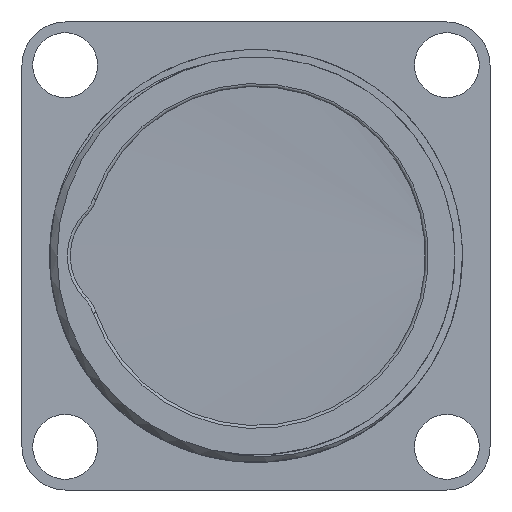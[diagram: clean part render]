
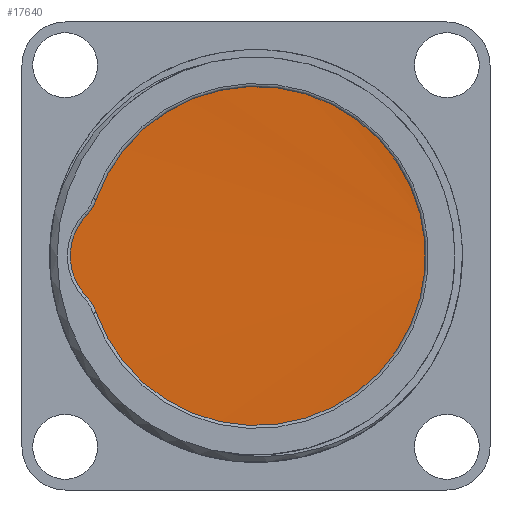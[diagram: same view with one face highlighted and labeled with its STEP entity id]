
A CAD part, left-side view. The second image highlights one B-rep face of the part: STEP entity #17640.
In plain terms, the highlighted cylindrical face has radius 13.5 mm (diameter 27 mm), a full revolution.
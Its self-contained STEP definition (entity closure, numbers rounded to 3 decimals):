
#1092=CIRCLE('',#18790,13.5);
#1979=FACE_OUTER_BOUND('',#2982,.T.);
#2982=EDGE_LOOP('',(#11469,#11470,#11471,#11472));
#4022=B_SPLINE_CURVE_WITH_KNOTS('',3,(#26603,#26604,#26605,#26606,#26607,
#26608,#26609,#26610,#26611,#26612,#26613,#26614,#26615),.UNSPECIFIED.,
 .F.,.F.,(4,1,1,1,1,1,1,1,1,1,4),(4.937,5.42,5.903,
6.386,6.869,7.352,7.835,8.318,
8.801,9.285,9.425),.UNSPECIFIED.);
#4402=LINE('',#25309,#5562);
#4408=LINE('',#25413,#5568);
#5562=VECTOR('',#20427,13.5);
#5568=VECTOR('',#20449,13.5);
#6722=VERTEX_POINT('',#25307);
#6723=VERTEX_POINT('',#25308);
#6731=VERTEX_POINT('',#25412);
#6794=VERTEX_POINT('',#25824);
#8424=EDGE_CURVE('',#6722,#6723,#4402,.T.);
#8438=EDGE_CURVE('',#6731,#6722,#4408,.T.);
#8648=EDGE_CURVE('',#6794,#6731,#1092,.T.);
#8662=EDGE_CURVE('',#6794,#6723,#4022,.T.);
#11469=ORIENTED_EDGE('',*,*,#8424,.T.);
#11470=ORIENTED_EDGE('',*,*,#8662,.F.);
#11471=ORIENTED_EDGE('',*,*,#8648,.T.);
#11472=ORIENTED_EDGE('',*,*,#8438,.T.);
#16314=CYLINDRICAL_SURFACE('',#18808,13.5);
#17640=ADVANCED_FACE('',(#1979),#16314,.T.);
#18790=AXIS2_PLACEMENT_3D('',#26209,#20930,#20931);
#18808=AXIS2_PLACEMENT_3D('',#26616,#20967,#20968);
#20427=DIRECTION('',(1.,0.,0.));
#20449=DIRECTION('',(1.,0.,0.));
#20930=DIRECTION('center_axis',(1.,0.,0.));
#20931=DIRECTION('ref_axis',(0.,-1.,0.));
#20967=DIRECTION('center_axis',(1.,0.,0.));
#20968=DIRECTION('ref_axis',(0.,1.,0.));
#25307=CARTESIAN_POINT('',(0.8,-13.5,0.));
#25308=CARTESIAN_POINT('',(2.,-13.5,0.));
#25309=CARTESIAN_POINT('',(-0.6,-13.5,0.));
#25412=CARTESIAN_POINT('',(0.,-13.5,0.));
#25413=CARTESIAN_POINT('',(-0.6,-13.5,0.));
#25824=CARTESIAN_POINT('',(0.,3.004,13.162));
#26209=CARTESIAN_POINT('Origin',(0.,0.,0.));
#26603=CARTESIAN_POINT('Ctrl Pts',(0.,3.004,
13.162));
#26604=CARTESIAN_POINT('Ctrl Pts',(0.072,5.123,
12.678));
#26605=CARTESIAN_POINT('Ctrl Pts',(0.215,9.122,10.668));
#26606=CARTESIAN_POINT('Ctrl Pts',(0.431,13.034,5.209));
#26607=CARTESIAN_POINT('Ctrl Pts',(0.646,13.962,-1.441));
#26608=CARTESIAN_POINT('Ctrl Pts',(0.861,11.695,-7.762));
#26609=CARTESIAN_POINT('Ctrl Pts',(1.076,6.751,-12.306));
#26610=CARTESIAN_POINT('Ctrl Pts',(1.292,0.262,-14.034));
#26611=CARTESIAN_POINT('Ctrl Pts',(1.507,-6.287,-12.55));
#26612=CARTESIAN_POINT('Ctrl Pts',(1.722,-11.397,-8.194));
#26613=CARTESIAN_POINT('Ctrl Pts',(1.887,-13.307,-3.436));
#26614=CARTESIAN_POINT('Ctrl Pts',(1.979,-13.5,-0.631));
#26615=CARTESIAN_POINT('Ctrl Pts',(2.,-13.5,0.));
#26616=CARTESIAN_POINT('Origin',(-0.6,0.,0.));
